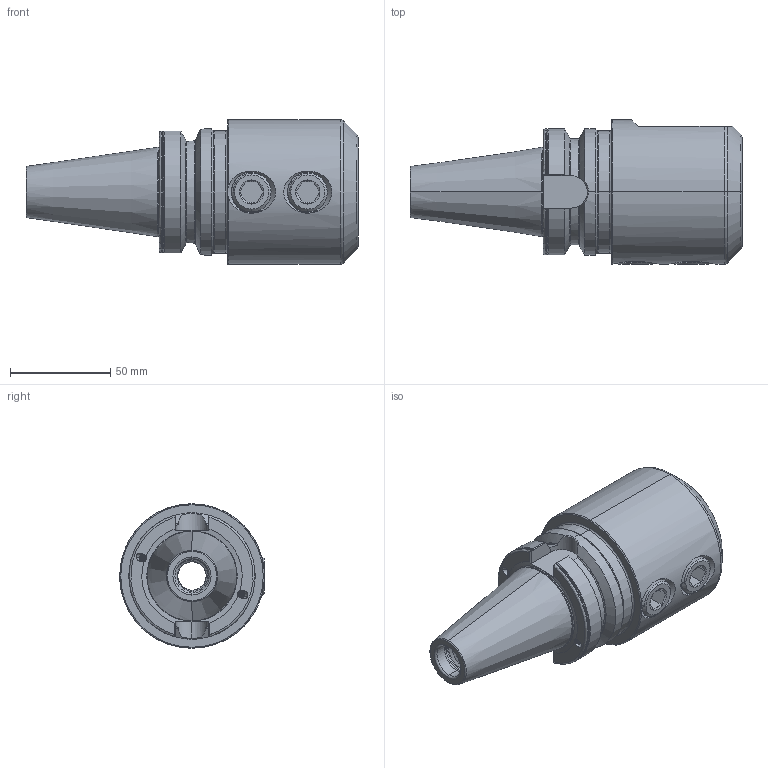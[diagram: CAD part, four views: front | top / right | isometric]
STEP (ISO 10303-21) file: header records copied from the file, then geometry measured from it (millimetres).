
FILE_DESCRIPTION (( 'STEP AP203' ), '1' );
FILE_NAME ('DC.406.04.32.STEP', '2017-10-18T03:13:04', ( '' ), ( '' ), 'SwSTEP 2.0', 'SolidWorks 2012', '' );
FILE_SCHEMA (( 'CONFIG_CONTROL_DESIGN' ));
Length unit declared in the file: millimetre
Products named in the file (3): DC.406.04.32; 側固32_M20x2_20L
Assembly tree (3 placements, depth 2):
  DC.406.04.32
    DC.406.04.32
    側固32_M20x2_20L  x2
Bounding box: 165.4 x 72 x 72 mm (x, y, z)
Volume: 335197.2 mm3; surface area: 57646.4 mm2
Topology: 3 solids, 3 shells, 339 faces, 934 edges, 599 vertices
Faces by surface type: cylinder 161, plane 54, cone 49, torus 39, bspline 36
Entity records: 28069 total; most frequent: CARTESIAN_POINT 21226, ORIENTED_EDGE 1656, DIRECTION 1081, EDGE_CURVE 828, VERTEX_POINT 532, AXIS2_PLACEMENT_3D 431, EDGE_LOOP 310, FACE_OUTER_BOUND 300
